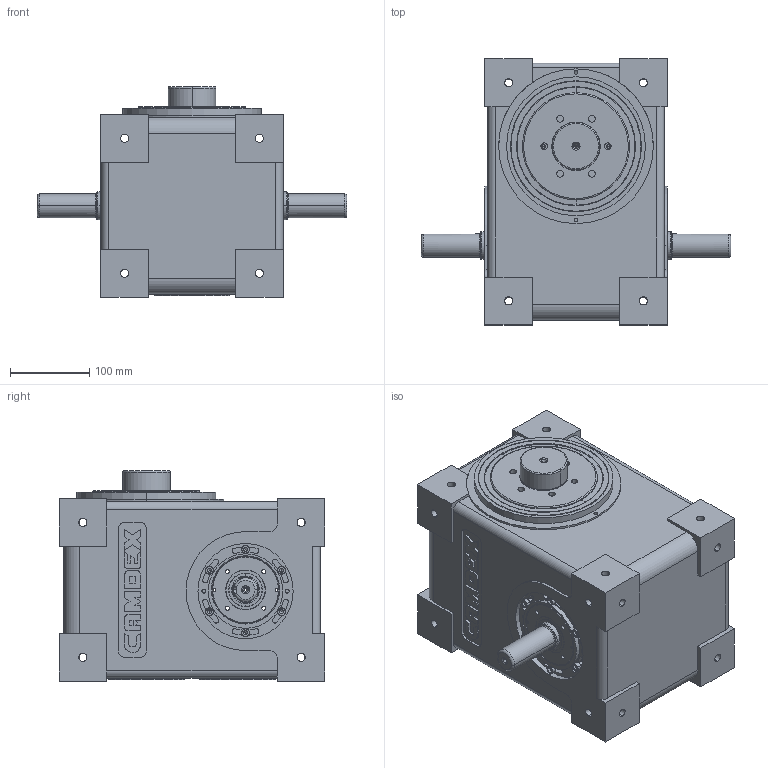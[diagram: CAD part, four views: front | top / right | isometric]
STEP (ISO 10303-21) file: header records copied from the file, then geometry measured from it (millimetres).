
FILE_DESCRIPTION (( 'STEP AP203' ), '1' );
FILE_NAME ('125DF-OUT.STEP', '2017-07-15T06:37:11', ( '' ), ( '' ), 'SwSTEP 2.0', 'SolidWorks 2015', '' );
FILE_SCHEMA (( 'CONFIG_CONTROL_DESIGN' ));
Length unit declared in the file: millimetre
Products named in the file (1): 125DF-OUT
Bounding box: 390 x 335 x 265 mm (x, y, z)
Surface area: 541237.3 mm2 (no closed solid volume)
Topology: 0 solids, 55 shells, 821 faces, 2346 edges, 1530 vertices
Faces by surface type: plane 376, cylinder 298, cone 68, torus 67, bspline 12
Entity records: 26955 total; most frequent: CARTESIAN_POINT 5220, DIRECTION 4769, ORIENTED_EDGE 4095, EDGE_CURVE 2314, AXIS2_PLACEMENT_3D 1717, VERTEX_POINT 1530, VECTOR 1335, LINE 1335
